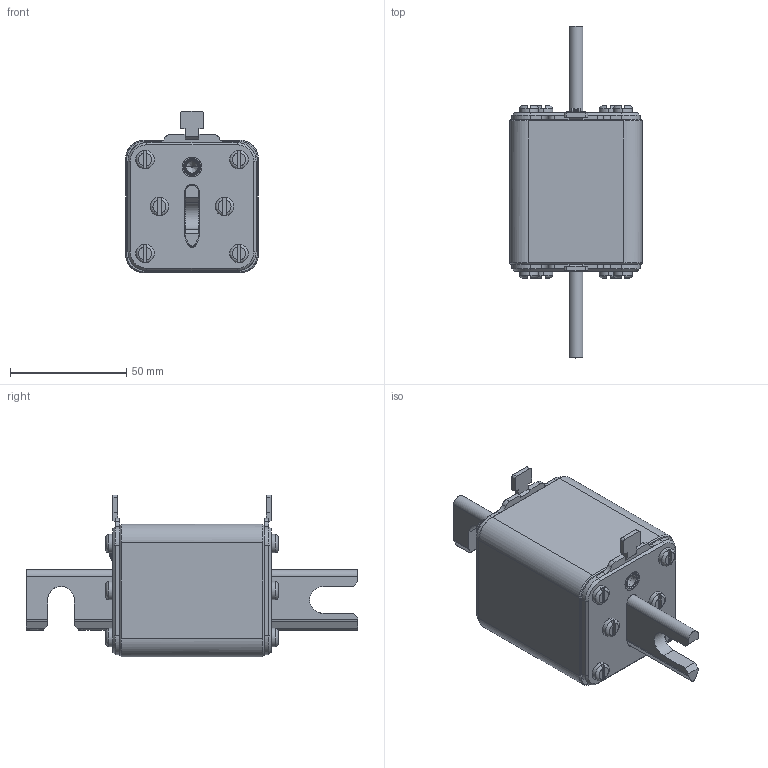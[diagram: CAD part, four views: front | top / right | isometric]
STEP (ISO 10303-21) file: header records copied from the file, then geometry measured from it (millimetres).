
FILE_DESCRIPTION((''),'2;1');
FILE_NAME('NHS2_110_UQ.stp','2025-07-28T12:18:00',('User'),( 'SDRC'),'I-DEAS Master Series 9','UNIX','Yes');
FILE_SCHEMA(('CONFIG_CONTROL_DESIGN', 'GEOMETRIC_VALIDATION_PROPERTIES_MIM','SHAPE_APPEARANCE_LAYER_MIM'));
Length unit declared in the file: millimetre
Assembly tree (26 placements, depth 0):
Bounding box: 57 x 142.6 x 69.5 mm (x, y, z)
Volume: 31120.7 mm3; surface area: 66162.5 mm2
Topology: 19 solids, 36 shells, 799 faces, 2011 edges, 1271 vertices
Faces by surface type: bspline 799
Entity records: 20462 total; most frequent: CARTESIAN_POINT 11315, ORIENTED_EDGE 2278, EDGE_CURVE 1165, VERTEX_POINT 759, QUASI_UNIFORM_CURVE 603, EDGE_LOOP 514, FACE_OUTER_BOUND 444, ADVANCED_FACE 444
